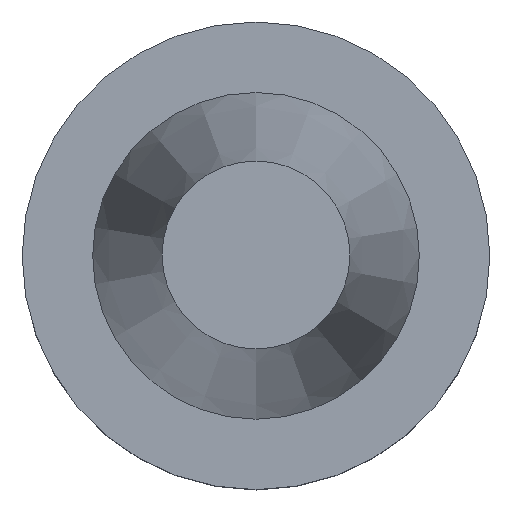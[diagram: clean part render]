
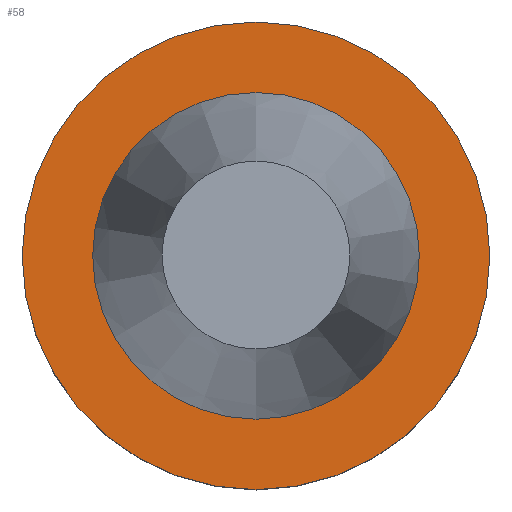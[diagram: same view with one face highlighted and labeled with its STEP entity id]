
A CAD part, top view. The second image highlights one B-rep face of the part: STEP entity #58.
In plain terms, the highlighted planar face has unit normal (0, 0, 1).
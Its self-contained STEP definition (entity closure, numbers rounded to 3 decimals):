
#58=ADVANCED_FACE('Unnamed[1]',(#148,#149),#150,.T.);
#63=EDGE_CURVE('Unnamed[1]',#157,#157,#158,.T.);
#65=EDGE_CURVE('Unnamed[1]',#160,#160,#161,.T.);
#148=FACE_OUTER_BOUND('',#267,.T.);
#149=FACE_BOUND('',#268,.T.);
#150=PLANE('',#269);
#157=VERTEX_POINT('',#278);
#158=CIRCLE('',#279,34.925);
#160=VERTEX_POINT('',#282);
#161=CIRCLE('',#283,50.0);
#267=EDGE_LOOP('',(#402));
#268=EDGE_LOOP('',(#403));
#269=AXIS2_PLACEMENT_3D('',#404,#405,#406);
#278=CARTESIAN_POINT('',(0.,34.925,-1.5));
#279=AXIS2_PLACEMENT_3D('',#413,#414,#415);
#282=CARTESIAN_POINT('',(0.,50.0,-1.5));
#283=AXIS2_PLACEMENT_3D('',#416,#417,#418);
#402=ORIENTED_EDGE('',*,*,#65,.F.);
#403=ORIENTED_EDGE('',*,*,#63,.T.);
#404=CARTESIAN_POINT('',(0.,42.463,-1.5));
#405=DIRECTION('',(0.,0.,1.0));
#406=DIRECTION('',(0.,-1.0,0.));
#413=CARTESIAN_POINT('',(0.,0.,-1.5));
#414=DIRECTION('',(0.,0.,-1.0));
#415=DIRECTION('',(0.,1.0,0.));
#416=CARTESIAN_POINT('',(0.,0.,-1.5));
#417=DIRECTION('',(0.,0.,-1.0));
#418=DIRECTION('',(0.,1.0,0.));
